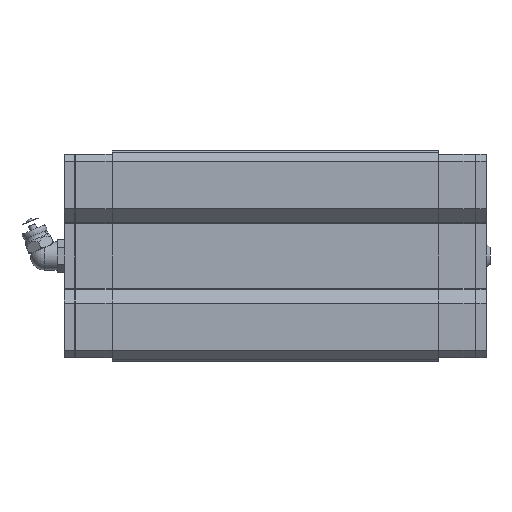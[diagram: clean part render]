
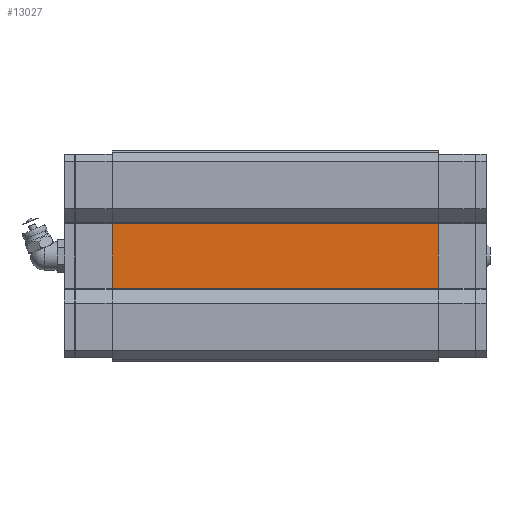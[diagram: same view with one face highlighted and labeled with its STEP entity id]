
A CAD part, front view. The second image highlights one B-rep face of the part: STEP entity #13027.
In plain terms, the highlighted planar face has unit normal (0, -1, 0).
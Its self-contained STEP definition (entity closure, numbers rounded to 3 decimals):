
#295=PLANE('',#14054);
#940=FACE_OUTER_BOUND('',#1653,.T.);
#1653=EDGE_LOOP('',(#10468,#10469,#10470,#10471));
#3191=LINE('',#20321,#4610);
#3253=LINE('',#20465,#4672);
#3269=LINE('',#20500,#4688);
#3270=LINE('',#20502,#4689);
#4610=VECTOR('',#16360,10.);
#4672=VECTOR('',#16448,10.);
#4688=VECTOR('',#16494,114.);
#4689=VECTOR('',#16497,114.);
#5965=VERTEX_POINT('',#20318);
#5966=VERTEX_POINT('',#20320);
#6034=VERTEX_POINT('',#20462);
#6035=VERTEX_POINT('',#20464);
#7543=EDGE_CURVE('',#5965,#5966,#3191,.T.);
#7617=EDGE_CURVE('',#6034,#6035,#3253,.T.);
#7635=EDGE_CURVE('',#6034,#5966,#3269,.T.);
#7636=EDGE_CURVE('',#6035,#5965,#3270,.T.);
#10468=ORIENTED_EDGE('',*,*,#7617,.F.);
#10469=ORIENTED_EDGE('',*,*,#7635,.T.);
#10470=ORIENTED_EDGE('',*,*,#7543,.F.);
#10471=ORIENTED_EDGE('',*,*,#7636,.F.);
#13027=ADVANCED_FACE('',(#940),#295,.T.);
#14054=AXIS2_PLACEMENT_3D('',#20501,#16495,#16496);
#16360=DIRECTION('',(-1.,0.,0.));
#16448=DIRECTION('',(1.,0.,0.));
#16494=DIRECTION('',(0.,0.,-1.));
#16495=DIRECTION('center_axis',(0.,-1.,0.));
#16496=DIRECTION('ref_axis',(0.,0.,-1.));
#16497=DIRECTION('',(0.,0.,-1.));
#20318=CARTESIAN_POINT('',(9.256,0.,-46.5));
#20320=CARTESIAN_POINT('',(-9.256,0.,-46.5));
#20321=CARTESIAN_POINT('',(-4.628,0.,-46.5));
#20462=CARTESIAN_POINT('',(-9.256,0.,46.5));
#20464=CARTESIAN_POINT('',(9.256,0.,46.5));
#20465=CARTESIAN_POINT('',(-4.628,0.,46.5));
#20500=CARTESIAN_POINT('',(-9.256,0.,60.2));
#20501=CARTESIAN_POINT('Origin',(-9.256,0.,-46.5));
#20502=CARTESIAN_POINT('',(9.256,0.,60.2));
